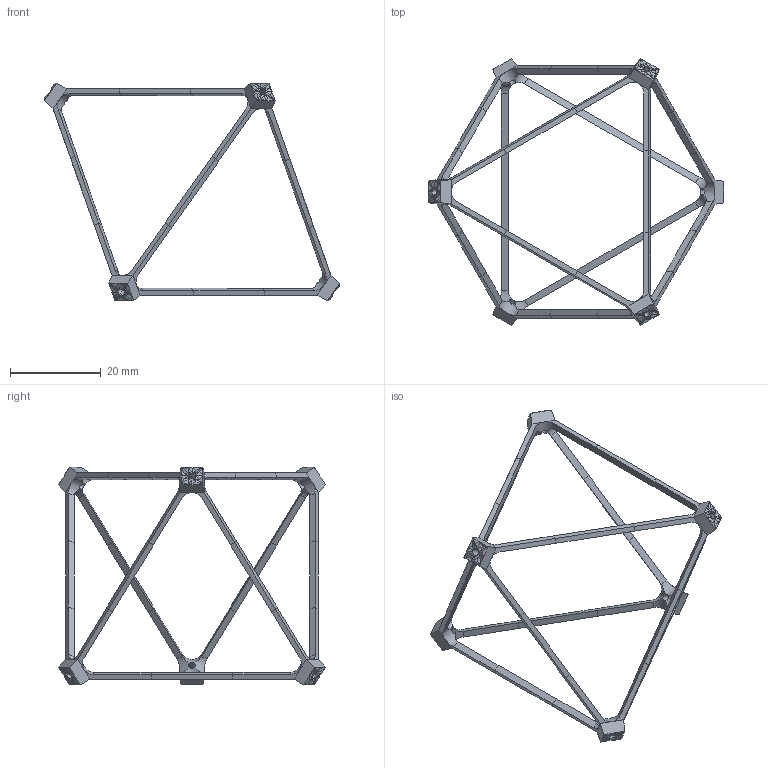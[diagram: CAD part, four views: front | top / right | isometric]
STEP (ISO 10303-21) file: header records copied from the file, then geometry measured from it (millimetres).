
FILE_DESCRIPTION(/* description */ (''),/* implementation_level */ '2;1');
FILE_NAME(/* name */ 'OCTPAR~1',/* time_stamp */ '2015-11-12T15:27:16-08:00',/* author */ (''),/* organization */ (''),/* preprocessor_version */ 'ST-DEVELOPER v15',/* originating_system */ '',/* authorisation */ '');
FILE_SCHEMA (('AUTOMOTIVE_DESIGN'));
Length unit declared in the file: inch
Products named in the file (1): Document
Bounding box: 64.97 x 58.64 x 47.88 mm (x, y, z)
Volume: 1285 mm3; surface area: 3661 mm2
Topology: 1 solids, 1 shells, 420 faces, 840 edges, 396 vertices
Faces by surface type: plane 336, bspline 84
Entity records: 9254 total; most frequent: CARTESIAN_POINT 3506, ORIENTED_EDGE 1680, EDGE_CURVE 840, B_SPLINE_CURVE_WITH_KNOTS 528, ADVANCED_FACE 420, FACE_OUTER_BOUND 420, EDGE_LOOP 420, VERTEX_POINT 396
